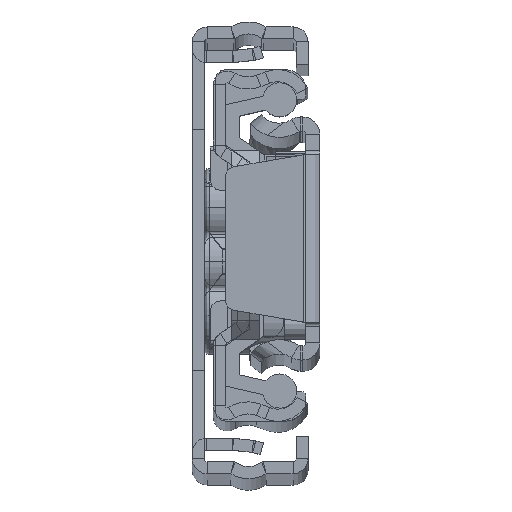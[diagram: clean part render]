
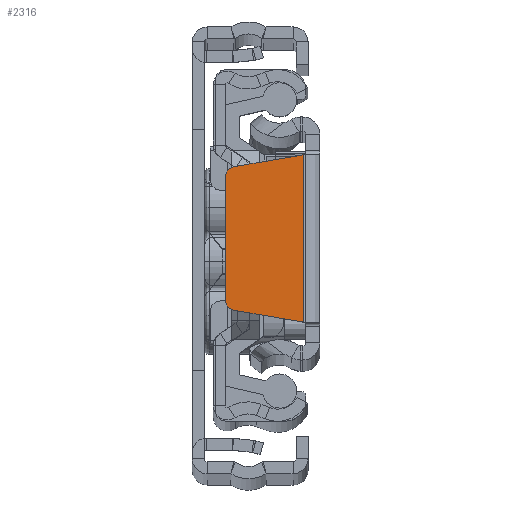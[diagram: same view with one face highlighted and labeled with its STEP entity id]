
A CAD part, top view. The second image highlights one B-rep face of the part: STEP entity #2316.
In plain terms, the highlighted planar face has unit normal (0, 0, 1).
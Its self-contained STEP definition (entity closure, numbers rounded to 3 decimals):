
#230 = VECTOR ( 'NONE', #779, 1000. ) ;
#395 = VERTEX_POINT ( 'NONE', #17394 ) ;
#676 = DIRECTION ( 'NONE',  ( 0., 0., -1. ) ) ;
#779 = DIRECTION ( 'NONE',  ( -0.986, 0.168, 0. ) ) ;
#998 = LINE ( 'NONE', #7686, #230 ) ;
#1260 = PLANE ( 'NONE',  #11771 ) ;
#1267 = EDGE_CURVE ( 'NONE', #395, #17803, #15650, .T. ) ;
#1397 = CARTESIAN_POINT ( 'NONE',  ( -9.4, 6.156, 0. ) ) ;
#2316 = ADVANCED_FACE ( 'NONE', ( #2910 ), #1260, .F. ) ;
#2588 = EDGE_CURVE ( 'NONE', #17803, #19890, #998, .T. ) ;
#2910 = FACE_OUTER_BOUND ( 'NONE', #7271, .T. ) ;
#4443 = DIRECTION ( 'NONE',  ( -1., 0., 0. ) ) ;
#4492 = CARTESIAN_POINT ( 'NONE',  ( -8.568, -7.142, 0. ) ) ;
#4950 = VERTEX_POINT ( 'NONE', #14635 ) ;
#6459 = AXIS2_PLACEMENT_3D ( 'NONE', #14299, #676, #9347 ) ;
#6774 = ORIENTED_EDGE ( 'NONE', *, *, #1267, .F. ) ;
#6828 = EDGE_CURVE ( 'NONE', #19890, #9364, #9271, .T. ) ;
#7271 = EDGE_LOOP ( 'NONE', ( #6774, #14455, #18372, #12693, #9336, #11708 ) ) ;
#7686 = CARTESIAN_POINT ( 'NONE',  ( -8.568, -7.142, 0. ) ) ;
#8088 = VERTEX_POINT ( 'NONE', #12383 ) ;
#8618 = VECTOR ( 'NONE', #11601, 1000. ) ;
#8714 = CIRCLE ( 'NONE', #21395, 1. ) ;
#9088 = VECTOR ( 'NONE', #16662, 1000. ) ;
#9271 = CIRCLE ( 'NONE', #6459, 1. ) ;
#9336 = ORIENTED_EDGE ( 'NONE', *, *, #6828, .F. ) ;
#9347 = DIRECTION ( 'NONE',  ( -1., 0., 0. ) ) ;
#9364 = VERTEX_POINT ( 'NONE', #10646 ) ;
#10646 = CARTESIAN_POINT ( 'NONE',  ( -9.4, -6.156, 0. ) ) ;
#11601 = DIRECTION ( 'NONE',  ( 0., 1., 0. ) ) ;
#11708 = ORIENTED_EDGE ( 'NONE', *, *, #2588, .F. ) ;
#11771 = AXIS2_PLACEMENT_3D ( 'NONE', #14665, #17770, #4443 ) ;
#12124 = CARTESIAN_POINT ( 'NONE',  ( -1.6, -8.333, 0. ) ) ;
#12383 = CARTESIAN_POINT ( 'NONE',  ( -8.568, 7.142, 0. ) ) ;
#12693 = ORIENTED_EDGE ( 'NONE', *, *, #16432, .F. ) ;
#14299 = CARTESIAN_POINT ( 'NONE',  ( -8.4, -6.156, 0. ) ) ;
#14455 = ORIENTED_EDGE ( 'NONE', *, *, #19179, .F. ) ;
#14635 = CARTESIAN_POINT ( 'NONE',  ( -9.4, 6.156, 0. ) ) ;
#14665 = CARTESIAN_POINT ( 'NONE',  ( -8.4, 6.156, 0. ) ) ;
#14879 = DIRECTION ( 'NONE',  ( -1., 0., 0. ) ) ;
#15625 = VECTOR ( 'NONE', #20955, 1000. ) ;
#15650 = LINE ( 'NONE', #12124, #15625 ) ;
#16432 = EDGE_CURVE ( 'NONE', #9364, #4950, #16469, .T. ) ;
#16469 = LINE ( 'NONE', #1397, #8618 ) ;
#16662 = DIRECTION ( 'NONE',  ( 0.986, 0.168, 0. ) ) ;
#17394 = CARTESIAN_POINT ( 'NONE',  ( -1.6, 8.333, 0. ) ) ;
#17770 = DIRECTION ( 'NONE',  ( 0., 0., -1. ) ) ;
#17803 = VERTEX_POINT ( 'NONE', #21202 ) ;
#18372 = ORIENTED_EDGE ( 'NONE', *, *, #20257, .F. ) ;
#19179 = EDGE_CURVE ( 'NONE', #8088, #395, #21528, .T. ) ;
#19890 = VERTEX_POINT ( 'NONE', #4492 ) ;
#20185 = CARTESIAN_POINT ( 'NONE',  ( -1.5, 8.35, 0. ) ) ;
#20257 = EDGE_CURVE ( 'NONE', #4950, #8088, #8714, .T. ) ;
#20955 = DIRECTION ( 'NONE',  ( 0., -1., 0. ) ) ;
#21202 = CARTESIAN_POINT ( 'NONE',  ( -1.6, -8.333, 0. ) ) ;
#21213 = CARTESIAN_POINT ( 'NONE',  ( -8.4, 6.156, 0. ) ) ;
#21395 = AXIS2_PLACEMENT_3D ( 'NONE', #21213, #21621, #14879 ) ;
#21528 = LINE ( 'NONE', #20185, #9088 ) ;
#21621 = DIRECTION ( 'NONE',  ( 0., 0., -1. ) ) ;
